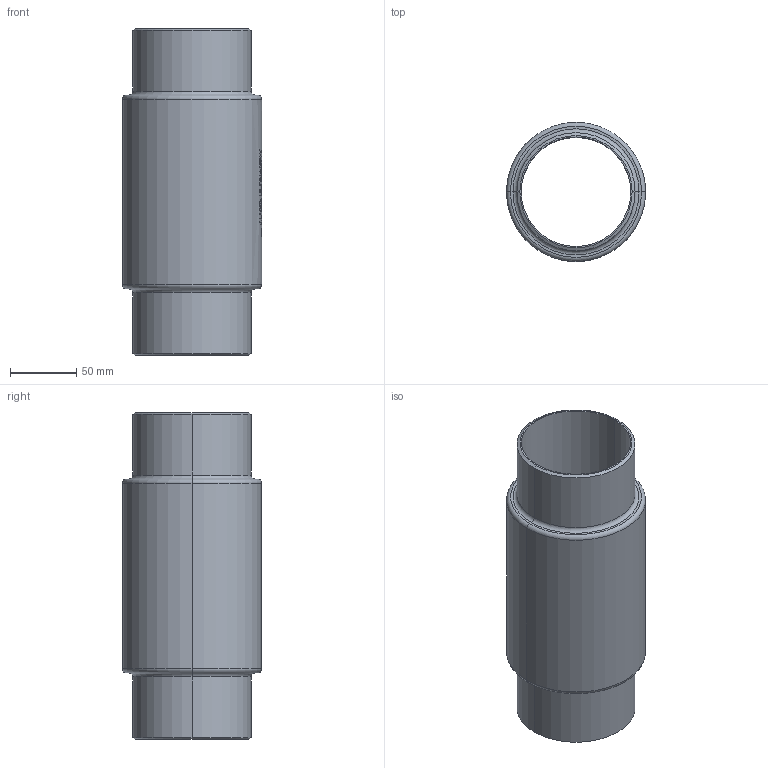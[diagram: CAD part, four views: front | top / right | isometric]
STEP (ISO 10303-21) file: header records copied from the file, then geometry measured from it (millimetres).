
FILE_DESCRIPTION (( 'STEP AP214' ), '1' );
FILE_NAME ('7110000_DN080_ PN06_51420117.STEP', '2022-03-04T10:46:21', ( 'axxx' ), ( 'Hewlett-Packard Company' ), 'SwSTEP 2.0', 'SolidWorks 2019', '' );
FILE_SCHEMA (( 'AUTOMOTIVE_DESIGN' ));
Length unit declared in the file: millimetre
Products named in the file (1): 7110000_DN080_ PN06_51420117
Bounding box: 104.7 x 104.7 x 246 mm (x, y, z)
Volume: 560813.4 mm3; surface area: 148008.7 mm2
Topology: 1 solids, 1 shells, 503 faces, 1341 edges, 890 vertices
Faces by surface type: plane 235, bspline 214, cylinder 42, torus 8, cone 4
Entity records: 28218 total; most frequent: CARTESIAN_POINT 17222, ORIENTED_EDGE 2682, DIRECTION 1519, EDGE_CURVE 1341, VERTEX_POINT 890, LINE 717, VECTOR 717, EDGE_LOOP 555
